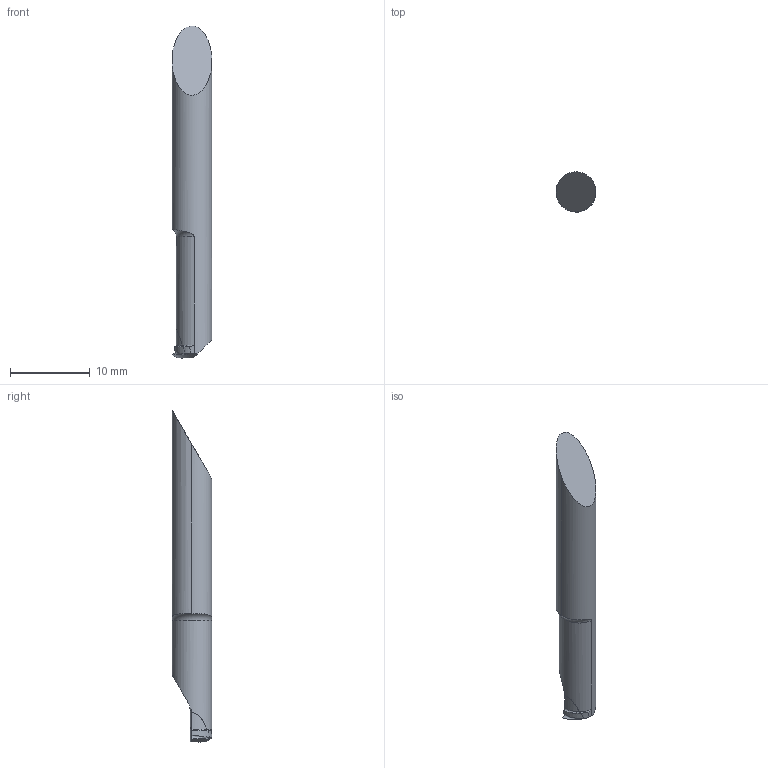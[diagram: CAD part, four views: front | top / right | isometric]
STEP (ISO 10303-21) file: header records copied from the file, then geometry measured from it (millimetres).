
FILE_DESCRIPTION(/* description */ (''),/* implementation_level */ '2;1');
FILE_NAME(/* name */ '1601374268622.stp',/* time_stamp */ '2020-09-29T15:41:16+05:00',/* author */ (''),/* organization */ ('SMS'),/* preprocessor_version */ 'ST-DEVELOPER v16.7',/* originating_system */ 'SIEMENS PLM Software NX 12.0',/* authorisation */ '');
FILE_SCHEMA (('AUTOMOTIVE_DESIGN { 1 0 10303 214 3 1 1 1 }'));
Length unit declared in the file: millimetre
Products named in the file (1): 203174209mod000_00
Bounding box: 5 x 5 x 41.58 mm (x, y, z)
Volume: 637.5 mm3; surface area: 610.1 mm2
Topology: 2 solids, 2 shells, 29 faces, 77 edges, 55 vertices
Faces by surface type: plane 9, cylinder 8, bspline 7, torus 4, cone 1
Entity records: 1611 total; most frequent: CARTESIAN_POINT 930, ORIENTED_EDGE 152, DIRECTION 93, EDGE_CURVE 76, VERTEX_POINT 51, B_SPLINE_CURVE_WITH_KNOTS 38, AXIS2_PLACEMENT_3D 36, ADVANCED_FACE 29
